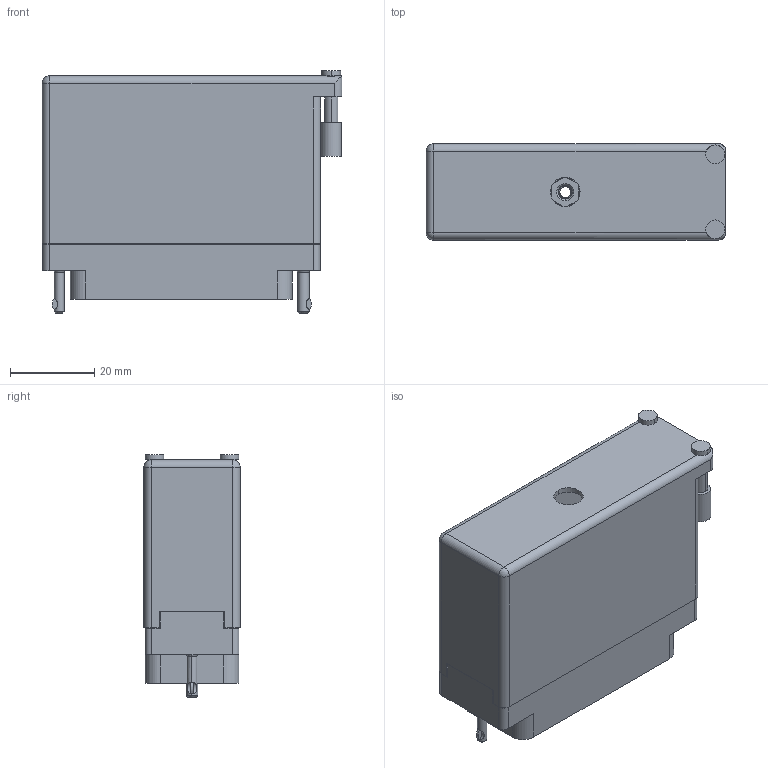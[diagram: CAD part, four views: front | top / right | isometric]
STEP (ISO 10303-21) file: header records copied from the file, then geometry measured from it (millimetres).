
FILE_DESCRIPTION (( 'STEP AP203' ), '1' );
FILE_NAME ('516-056-540-552.STEP', '2020-03-10T11:07:00', ( '' ), ( '' ), 'SwSTEP 2.0', 'SolidWorks 2016', '' );
FILE_SCHEMA (( 'CONFIG_CONTROL_DESIGN' ));
Length unit declared in the file: inch
Products named in the file (8): 516-230-001_Metal - 056 Side Entry; 516-222-038-102_057; 516-252-035-100_516-252-035-100; 516-222-038-102_056; 516-056-540-552; 516-252-021-102_056; 516 Plug Insulator_056; 516-292-001_540 Contact
Assembly tree (63 placements, depth 2):
  516-056-540-552
    516 Plug Insulator_056
    516-292-001_540 Contact  x56
    516-230-001_Metal - 056 Side Entry
    516-252-021-102_056  x2
    516-222-038-102_056
    516-252-035-100_516-252-035-100
    516-222-038-102_057
Bounding box: 71.12 x 22.83 x 57.63 mm (x, y, z)
Volume: 24907.6 mm3; surface area: 44479.3 mm2
Topology: 63 solids, 63 shells, 5549 faces, 16015 edges, 10614 vertices
Faces by surface type: plane 3337, cylinder 1782, bspline 378, cone 46, torus 4, sphere 2
Entity records: 60685 total; most frequent: CARTESIAN_POINT 16644, ORIENTED_EDGE 8966, DIRECTION 8489, EDGE_CURVE 4483, VECTOR 3119, LINE 3119, VERTEX_POINT 2964, AXIS2_PLACEMENT_3D 2685
